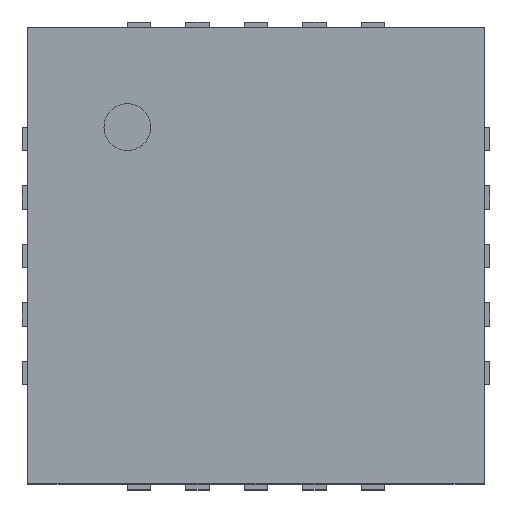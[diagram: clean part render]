
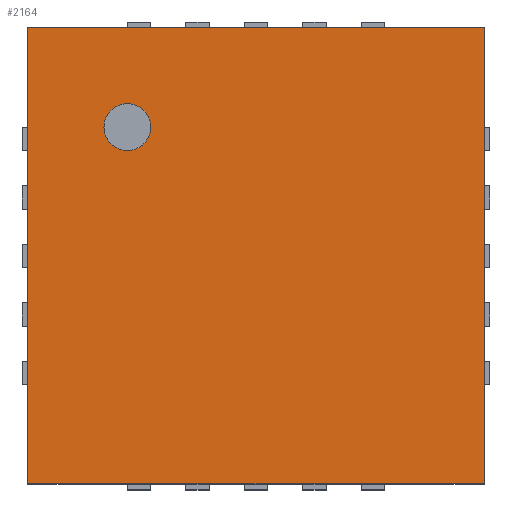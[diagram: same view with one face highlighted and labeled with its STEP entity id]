
A CAD part, top view. The second image highlights one B-rep face of the part: STEP entity #2164.
In plain terms, the highlighted planar face has unit normal (0, 0, 1).
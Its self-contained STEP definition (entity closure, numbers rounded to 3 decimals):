
#13=DIRECTION('',(0.,0.,1.));
#117=DIRECTION('',(0.,0.,-1.));
#149=VECTOR('',#150,1.);
#150=DIRECTION('',(1.,0.,0.));
#156=VECTOR('',#157,1.);
#157=DIRECTION('',(0.,-1.,0.));
#616=ORIENTED_EDGE('',*,*,#617,.F.);
#617=EDGE_CURVE('',#618,#620,#622,.T.);
#618=VERTEX_POINT('',#619);
#619=CARTESIAN_POINT('',(-1.95,1.95,1.1));
#620=VERTEX_POINT('',#621);
#621=CARTESIAN_POINT('',(1.95,1.95,1.1));
#622=LINE('',#619,#149);
#720=ORIENTED_EDGE('',*,*,#721,.T.);
#721=EDGE_CURVE('',#618,#722,#724,.T.);
#722=VERTEX_POINT('',#723);
#723=CARTESIAN_POINT('',(-1.95,-1.95,1.1));
#724=LINE('',#619,#156);
#1381=EDGE_CURVE('',#620,#1382,#1384,.T.);
#1382=VERTEX_POINT('',#1383);
#1383=CARTESIAN_POINT('',(1.95,-1.95,1.1));
#1384=LINE('',#621,#156);
#1475=EDGE_CURVE('',#722,#1382,#1476,.T.);
#1476=LINE('',#723,#149);
#2164=ADVANCED_FACE('',(#2165,#2169),#2178,.T.);
#2165=FACE_BOUND('',#2166,.T.);
#2166=EDGE_LOOP('',(#616,#720,#2167,#2168));
#2167=ORIENTED_EDGE('',*,*,#1475,.T.);
#2168=ORIENTED_EDGE('',*,*,#1381,.F.);
#2169=FACE_BOUND('',#2170,.T.);
#2170=EDGE_LOOP('',(#2171));
#2171=ORIENTED_EDGE('',*,*,#2172,.T.);
#2172=EDGE_CURVE('',#2173,#2173,#2175,.T.);
#2173=VERTEX_POINT('',#2174);
#2174=CARTESIAN_POINT('',(-1.1,0.9,1.1));
#2175=CIRCLE('',#2176,0.2);
#2176=AXIS2_PLACEMENT_3D('',#2177,#117,#157);
#2177=CARTESIAN_POINT('',(-1.1,1.1,1.1));
#2178=PLANE('',#2179);
#2179=AXIS2_PLACEMENT_3D('',#619,#13,#157);
